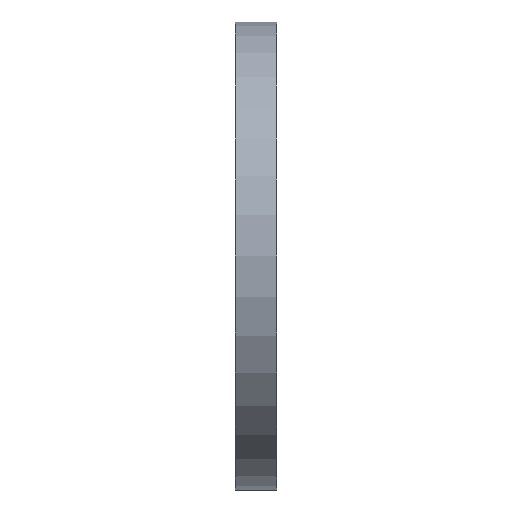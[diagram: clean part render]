
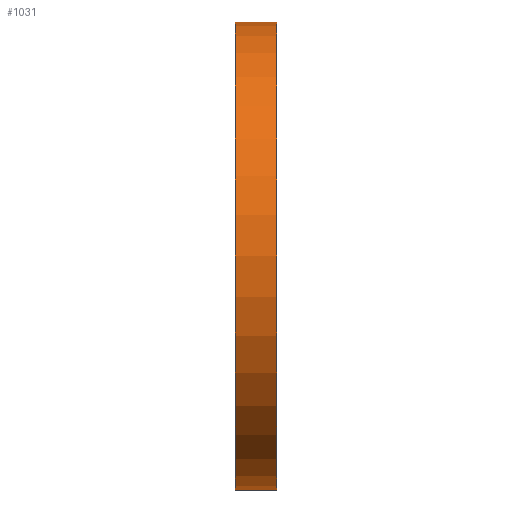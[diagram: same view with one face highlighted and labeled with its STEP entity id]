
A CAD part, left-side view. The second image highlights one B-rep face of the part: STEP entity #1031.
In plain terms, the highlighted cylindrical face has radius 180 mm (diameter 360 mm), a partial arc.
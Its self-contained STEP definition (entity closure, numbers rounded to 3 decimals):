
#39 = CARTESIAN_POINT ( 'NONE',  ( 0., 0., 180. ) ) ;
#43 = EDGE_LOOP ( 'NONE', ( #933, #721, #590, #1089 ) ) ;
#85 = AXIS2_PLACEMENT_3D ( 'NONE', #1059, #975, #433 ) ;
#93 = LINE ( 'NONE', #644, #664 ) ;
#96 = CIRCLE ( 'NONE', #419, 180. ) ;
#142 = VERTEX_POINT ( 'NONE', #1081 ) ;
#193 = FACE_OUTER_BOUND ( 'NONE', #43, .T. ) ;
#204 = LINE ( 'NONE', #558, #474 ) ;
#205 = AXIS2_PLACEMENT_3D ( 'NONE', #981, #540, #891 ) ;
#309 = DIRECTION ( 'NONE',  ( 0., 1., 0. ) ) ;
#338 = VERTEX_POINT ( 'NONE', #1053 ) ;
#389 = CARTESIAN_POINT ( 'NONE',  ( 0., 0., 0. ) ) ;
#419 = AXIS2_PLACEMENT_3D ( 'NONE', #389, #309, #1096 ) ;
#430 = EDGE_CURVE ( 'NONE', #142, #338, #1057, .T. ) ;
#433 = DIRECTION ( 'NONE',  ( 0., 0., 1. ) ) ;
#474 = VECTOR ( 'NONE', #809, 1000. ) ;
#540 = DIRECTION ( 'NONE',  ( 0., 1., 0. ) ) ;
#558 = CARTESIAN_POINT ( 'NONE',  ( 0., 34.695, -180. ) ) ;
#590 = ORIENTED_EDGE ( 'NONE', *, *, #942, .T. ) ;
#622 = EDGE_CURVE ( 'NONE', #746, #142, #204, .T. ) ;
#644 = CARTESIAN_POINT ( 'NONE',  ( 0., 34.695, 180. ) ) ;
#664 = VECTOR ( 'NONE', #910, 1000. ) ;
#717 = EDGE_CURVE ( 'NONE', #746, #998, #96, .T. ) ;
#721 = ORIENTED_EDGE ( 'NONE', *, *, #717, .T. ) ;
#746 = VERTEX_POINT ( 'NONE', #759 ) ;
#759 = CARTESIAN_POINT ( 'NONE',  ( 0., 0., -180. ) ) ;
#809 = DIRECTION ( 'NONE',  ( 0., 1., 0. ) ) ;
#891 = DIRECTION ( 'NONE',  ( 0., 0., 1. ) ) ;
#910 = DIRECTION ( 'NONE',  ( 0., 1., 0. ) ) ;
#933 = ORIENTED_EDGE ( 'NONE', *, *, #622, .F. ) ;
#942 = EDGE_CURVE ( 'NONE', #998, #338, #93, .T. ) ;
#975 = DIRECTION ( 'NONE',  ( 0., 1., 0. ) ) ;
#981 = CARTESIAN_POINT ( 'NONE',  ( 0., 34.695, 0. ) ) ;
#987 = CYLINDRICAL_SURFACE ( 'NONE', #205, 180. ) ;
#998 = VERTEX_POINT ( 'NONE', #39 ) ;
#1031 = ADVANCED_FACE ( 'NONE', ( #193 ), #987, .T. ) ;
#1053 = CARTESIAN_POINT ( 'NONE',  ( 0., 32., 180. ) ) ;
#1057 = CIRCLE ( 'NONE', #85, 180. ) ;
#1059 = CARTESIAN_POINT ( 'NONE',  ( 0., 32., 0. ) ) ;
#1081 = CARTESIAN_POINT ( 'NONE',  ( 0., 32., -180. ) ) ;
#1089 = ORIENTED_EDGE ( 'NONE', *, *, #430, .F. ) ;
#1096 = DIRECTION ( 'NONE',  ( 0., 0., 1. ) ) ;
